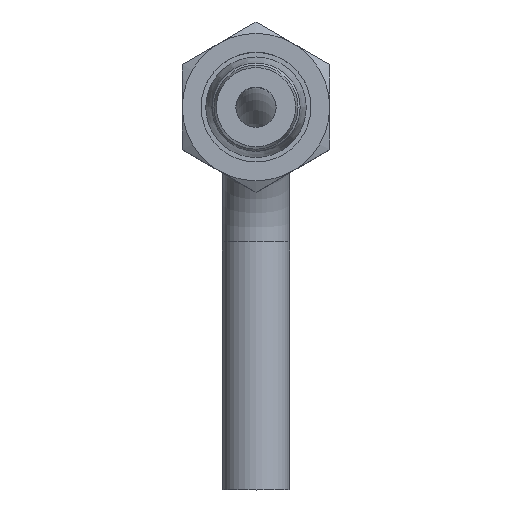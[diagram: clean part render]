
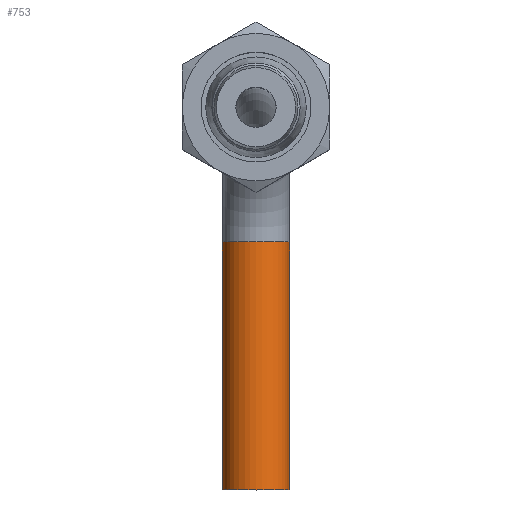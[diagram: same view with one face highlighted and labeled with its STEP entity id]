
A CAD part, top view. The second image highlights one B-rep face of the part: STEP entity #753.
In plain terms, the highlighted cylindrical face has radius 5 mm (diameter 10 mm), a full revolution.
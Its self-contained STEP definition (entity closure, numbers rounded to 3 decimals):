
#54=CYLINDRICAL_SURFACE('',#824,5.);
#82=CIRCLE('',#821,5.);
#84=CIRCLE('',#825,5.);
#201=ORIENTED_EDGE('',*,*,#262,.F.);
#202=ORIENTED_EDGE('',*,*,#264,.T.);
#262=EDGE_CURVE('',#304,#304,#82,.T.);
#264=EDGE_CURVE('',#306,#306,#84,.T.);
#304=VERTEX_POINT('',#1173);
#306=VERTEX_POINT('',#1179);
#383=EDGE_LOOP('',(#201));
#384=EDGE_LOOP('',(#202));
#439=FACE_BOUND('',#383,.T.);
#440=FACE_BOUND('',#384,.T.);
#753=ADVANCED_FACE('',(#439,#440),#54,.T.);
#821=AXIS2_PLACEMENT_3D('',#1172,#957,#958);
#824=AXIS2_PLACEMENT_3D('',#1177,#963,#964);
#825=AXIS2_PLACEMENT_3D('',#1178,#965,#966);
#957=DIRECTION('',(0.,1.,0.));
#958=DIRECTION('',(1.,0.,0.));
#963=DIRECTION('',(0.,-1.,0.));
#964=DIRECTION('',(0.,0.,-1.));
#965=DIRECTION('',(0.,1.,0.));
#966=DIRECTION('',(1.,0.,0.));
#1172=CARTESIAN_POINT('',(0.,-20.,-68.));
#1173=CARTESIAN_POINT('',(5.,-20.,-68.));
#1177=CARTESIAN_POINT('',(0.,-20.,-68.));
#1178=CARTESIAN_POINT('',(0.,-57.,-68.));
#1179=CARTESIAN_POINT('',(5.,-57.,-68.));
